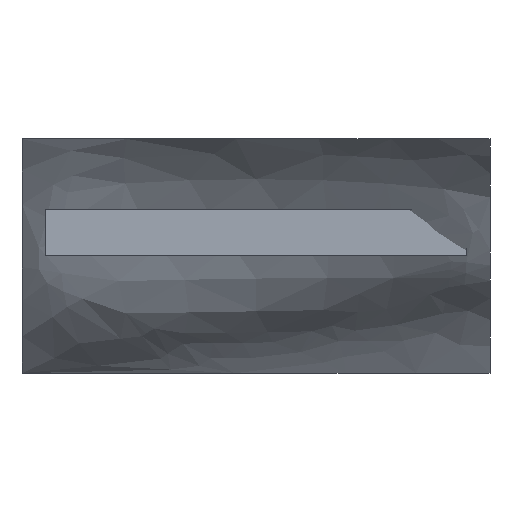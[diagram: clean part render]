
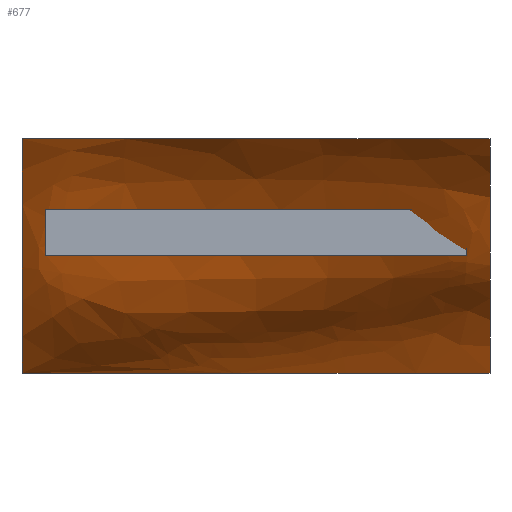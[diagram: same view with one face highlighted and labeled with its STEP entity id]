
A CAD part, top view. The second image highlights one B-rep face of the part: STEP entity #677.
In plain terms, the highlighted free-form (B-spline) face has degree [4, 4] with [5, 5] control points.
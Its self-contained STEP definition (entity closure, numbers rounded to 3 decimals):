
#677 = ADVANCED_FACE('',(#678),#694,.T.);
#678 = FACE_BOUND('',#679,.T.);
#679 = EDGE_LOOP('',(#680,#726,#744,#762));
#680 = ORIENTED_EDGE('',*,*,#681,.F.);
#681 = EDGE_CURVE('',#682,#684,#686,.T.);
#682 = VERTEX_POINT('',#683);
#683 = CARTESIAN_POINT('',(-10000.,-5000.,-4130.));
#684 = VERTEX_POINT('',#685);
#685 = CARTESIAN_POINT('',(-10000.,5000.,2000.));
#686 = SURFACE_CURVE('',#687,(#693),.PCURVE_S1.);
#687 = B_SPLINE_CURVE_WITH_KNOTS('',4,(#688,#689,#690,#691,#692),
  .UNSPECIFIED.,.F.,.F.,(5,5),(0.,1.),.PIECEWISE_BEZIER_KNOTS.);
#688 = CARTESIAN_POINT('',(-10000.,-5000.,-4130.));
#689 = CARTESIAN_POINT('',(-10000.,-2330.,-1130.));
#690 = CARTESIAN_POINT('',(-10000.,0.,-530.));
#691 = CARTESIAN_POINT('',(-10000.,2330.,-130.));
#692 = CARTESIAN_POINT('',(-10000.,5000.,2000.));
#693 = PCURVE('',#694,#720);
#694 = B_SPLINE_SURFACE_WITH_KNOTS('',4,4,(
    (#695,#696,#697,#698,#699)
    ,(#700,#701,#702,#703,#704)
    ,(#705,#706,#707,#708,#709)
    ,(#710,#711,#712,#713,#714)
    ,(#715,#716,#717,#718,#719
    )),.UNSPECIFIED.,.F.,.F.,.F.,(5,5),(5,5),(0.,1.),(0.,1.),
  .PIECEWISE_BEZIER_KNOTS.);
#695 = CARTESIAN_POINT('',(-10000.,-5000.,-4130.));
#696 = CARTESIAN_POINT('',(-10000.,-2330.,-1130.));
#697 = CARTESIAN_POINT('',(-10000.,0.,-530.));
#698 = CARTESIAN_POINT('',(-10000.,2330.,-130.));
#699 = CARTESIAN_POINT('',(-10000.,5000.,2000.));
#700 = CARTESIAN_POINT('',(-3330.,-5000.,-5130.));
#701 = CARTESIAN_POINT('',(-7670.,-2670.,2000.));
#702 = CARTESIAN_POINT('',(-9000.,0.,1000.));
#703 = CARTESIAN_POINT('',(-7670.,4670.,3000.));
#704 = CARTESIAN_POINT('',(-3330.,5000.,4130.));
#705 = CARTESIAN_POINT('',(0.,-5000.,-5530.));
#706 = CARTESIAN_POINT('',(0.,-2670.,3000.));
#707 = CARTESIAN_POINT('',(0.,0.,-9000.));
#708 = CARTESIAN_POINT('',(0.,4670.,1500.));
#709 = CARTESIAN_POINT('',(0.,5000.,4130.));
#710 = CARTESIAN_POINT('',(3330.,-5000.,-6130.));
#711 = CARTESIAN_POINT('',(7670.,-1670.,6000.));
#712 = CARTESIAN_POINT('',(9000.,0.,5000.));
#713 = CARTESIAN_POINT('',(7670.,4500.,7000.));
#714 = CARTESIAN_POINT('',(3330.,5000.,4130.));
#715 = CARTESIAN_POINT('',(10000.,-5000.,-6130.));
#716 = CARTESIAN_POINT('',(10000.,-2330.,5130.));
#717 = CARTESIAN_POINT('',(10000.,0.,4130.));
#718 = CARTESIAN_POINT('',(10000.,2330.,4130.));
#719 = CARTESIAN_POINT('',(10000.,5000.,8130.));
#720 = DEFINITIONAL_REPRESENTATION('',(#721),#725);
#721 = LINE('',#722,#723);
#722 = CARTESIAN_POINT('',(0.,0.));
#723 = VECTOR('',#724,1.);
#724 = DIRECTION('',(0.,1.));
#725 = ( GEOMETRIC_REPRESENTATION_CONTEXT(2) 
PARAMETRIC_REPRESENTATION_CONTEXT() REPRESENTATION_CONTEXT('2D SPACE',''
  ) );
#726 = ORIENTED_EDGE('',*,*,#727,.T.);
#727 = EDGE_CURVE('',#682,#728,#730,.T.);
#728 = VERTEX_POINT('',#729);
#729 = CARTESIAN_POINT('',(10000.,-5000.,-6130.));
#730 = SURFACE_CURVE('',#731,(#737),.PCURVE_S1.);
#731 = B_SPLINE_CURVE_WITH_KNOTS('',4,(#732,#733,#734,#735,#736),
  .UNSPECIFIED.,.F.,.F.,(5,5),(0.,1.),.PIECEWISE_BEZIER_KNOTS.);
#732 = CARTESIAN_POINT('',(-10000.,-5000.,-4130.));
#733 = CARTESIAN_POINT('',(-3330.,-5000.,-5130.));
#734 = CARTESIAN_POINT('',(0.,-5000.,-5530.));
#735 = CARTESIAN_POINT('',(3330.,-5000.,-6130.));
#736 = CARTESIAN_POINT('',(10000.,-5000.,-6130.));
#737 = PCURVE('',#694,#738);
#738 = DEFINITIONAL_REPRESENTATION('',(#739),#743);
#739 = LINE('',#740,#741);
#740 = CARTESIAN_POINT('',(0.,0.));
#741 = VECTOR('',#742,1.);
#742 = DIRECTION('',(1.,0.));
#743 = ( GEOMETRIC_REPRESENTATION_CONTEXT(2) 
PARAMETRIC_REPRESENTATION_CONTEXT() REPRESENTATION_CONTEXT('2D SPACE',''
  ) );
#744 = ORIENTED_EDGE('',*,*,#745,.T.);
#745 = EDGE_CURVE('',#728,#746,#748,.T.);
#746 = VERTEX_POINT('',#747);
#747 = CARTESIAN_POINT('',(10000.,5000.,8130.));
#748 = SURFACE_CURVE('',#749,(#755),.PCURVE_S1.);
#749 = B_SPLINE_CURVE_WITH_KNOTS('',4,(#750,#751,#752,#753,#754),
  .UNSPECIFIED.,.F.,.F.,(5,5),(0.,1.),.PIECEWISE_BEZIER_KNOTS.);
#750 = CARTESIAN_POINT('',(10000.,-5000.,-6130.));
#751 = CARTESIAN_POINT('',(10000.,-2330.,5130.));
#752 = CARTESIAN_POINT('',(10000.,0.,4130.));
#753 = CARTESIAN_POINT('',(10000.,2330.,4130.));
#754 = CARTESIAN_POINT('',(10000.,5000.,8130.));
#755 = PCURVE('',#694,#756);
#756 = DEFINITIONAL_REPRESENTATION('',(#757),#761);
#757 = LINE('',#758,#759);
#758 = CARTESIAN_POINT('',(1.,0.));
#759 = VECTOR('',#760,1.);
#760 = DIRECTION('',(0.,1.));
#761 = ( GEOMETRIC_REPRESENTATION_CONTEXT(2) 
PARAMETRIC_REPRESENTATION_CONTEXT() REPRESENTATION_CONTEXT('2D SPACE',''
  ) );
#762 = ORIENTED_EDGE('',*,*,#763,.F.);
#763 = EDGE_CURVE('',#684,#746,#764,.T.);
#764 = SURFACE_CURVE('',#765,(#771),.PCURVE_S1.);
#765 = B_SPLINE_CURVE_WITH_KNOTS('',4,(#766,#767,#768,#769,#770),
  .UNSPECIFIED.,.F.,.F.,(5,5),(0.,1.),.PIECEWISE_BEZIER_KNOTS.);
#766 = CARTESIAN_POINT('',(-10000.,5000.,2000.));
#767 = CARTESIAN_POINT('',(-3330.,5000.,4130.));
#768 = CARTESIAN_POINT('',(0.,5000.,4130.));
#769 = CARTESIAN_POINT('',(3330.,5000.,4130.));
#770 = CARTESIAN_POINT('',(10000.,5000.,8130.));
#771 = PCURVE('',#694,#772);
#772 = DEFINITIONAL_REPRESENTATION('',(#773),#777);
#773 = LINE('',#774,#775);
#774 = CARTESIAN_POINT('',(0.,1.));
#775 = VECTOR('',#776,1.);
#776 = DIRECTION('',(1.,0.));
#777 = ( GEOMETRIC_REPRESENTATION_CONTEXT(2) 
PARAMETRIC_REPRESENTATION_CONTEXT() REPRESENTATION_CONTEXT('2D SPACE',''
  ) );
